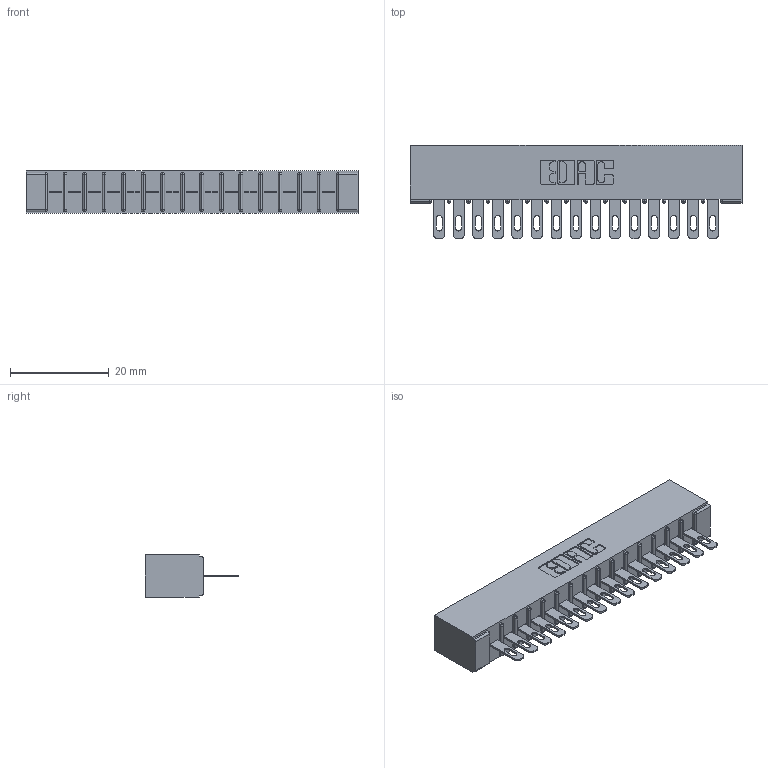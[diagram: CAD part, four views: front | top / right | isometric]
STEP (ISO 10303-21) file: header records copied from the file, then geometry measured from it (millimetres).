
FILE_DESCRIPTION (( 'STEP AP203' ), '1' );
FILE_NAME ('316-015-400-101.STEP', '2020-09-22T17:09:32', ( '' ), ( '' ), 'SwSTEP 2.0', 'SolidWorks 2020', '' );
FILE_SCHEMA (( 'CONFIG_CONTROL_DESIGN' ));
Length unit declared in the file: inch
Products named in the file (3): 306 Part_No Mounting; 306-290-001_100; 316-015-400-101
Assembly tree (16 placements, depth 2):
  316-015-400-101
    306 Part_No Mounting
    306-290-001_100  x15
Bounding box: 67.31 x 18.87 x 8.71 mm (x, y, z)
Volume: 4901.5 mm3; surface area: 7514.2 mm2
Topology: 16 solids, 16 shells, 1248 faces, 3517 edges, 2262 vertices
Faces by surface type: plane 814, cylinder 374, sphere 60
Entity records: 17372 total; most frequent: CARTESIAN_POINT 2912, ORIENTED_EDGE 2882, DIRECTION 2875, EDGE_CURVE 1441, LINE 1113, VECTOR 1113, VERTEX_POINT 918, AXIS2_PLACEMENT_3D 881
